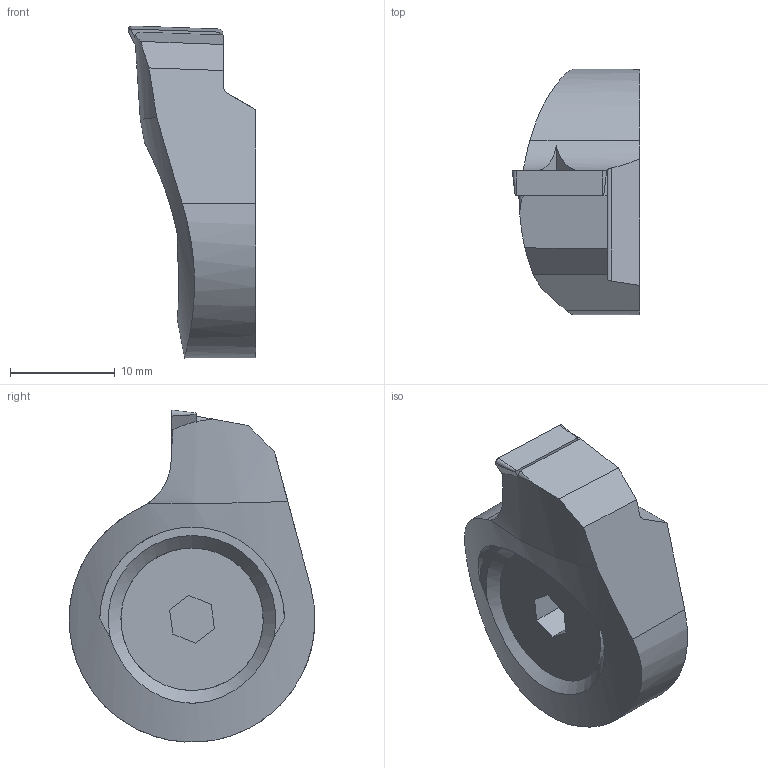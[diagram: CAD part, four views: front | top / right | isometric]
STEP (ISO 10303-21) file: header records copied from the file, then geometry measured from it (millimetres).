
FILE_DESCRIPTION(/* description */ (''),/* implementation_level */ '2;1');
FILE_NAME(/* name */ '1549354396883.stp',/* time_stamp */ '2019-02-05T09:13:33+01:00',/* author */ (''),/* organization */ ('SMS'),/* preprocessor_version */ 'ST-DEVELOPER v15',/* originating_system */ 'SIEMENS PLM Software NX 8.5',/* authorisation */ '');
FILE_SCHEMA (('AUTOMOTIVE_DESIGN { 1 0 10303 214 3 1 1 1 }'));
Length unit declared in the file: millimetre
Products named in the file (4): ASSEMBLY_CONSTRUCTION; IsoTurningInsert; 202059234mod000_00; 202059537mod000_00
Assembly tree (3 placements, depth 2):
  202059537mod000_00
    202059234mod000_00
    IsoTurningInsert
    ASSEMBLY_CONSTRUCTION
Bounding box: 12.2 x 23.48 x 31.72 mm (x, y, z)
Volume: 3924.5 mm3; surface area: 2043.3 mm2
Topology: 2 solids, 2 shells, 50 faces, 128 edges, 91 vertices
Faces by surface type: plane 29, cylinder 10, cone 7, torus 4
Full cylindrical faces by diameter (mm): 2.5 x2, 13.6 x1
Entity records: 1673 total; most frequent: CARTESIAN_POINT 339, DIRECTION 265, ORIENTED_EDGE 222, EDGE_CURVE 111, AXIS2_PLACEMENT_3D 103, VERTEX_POINT 78, EDGE_LOOP 65, LINE 59
